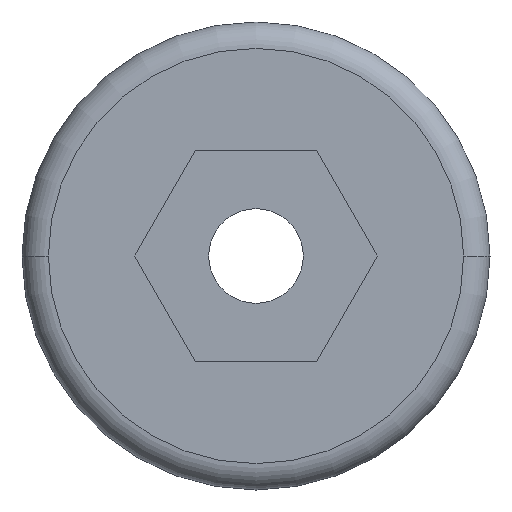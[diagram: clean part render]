
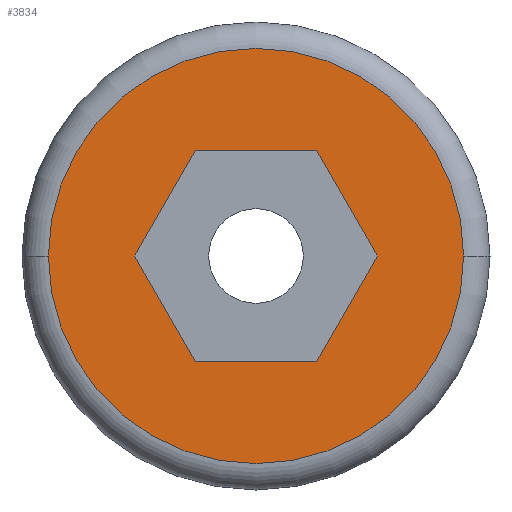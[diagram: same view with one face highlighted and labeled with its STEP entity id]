
A CAD part, left-side view. The second image highlights one B-rep face of the part: STEP entity #3834.
In plain terms, the highlighted planar face has unit normal (-1, 0, 0).
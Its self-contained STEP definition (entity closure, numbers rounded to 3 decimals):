
#1890=DIRECTION('',(0.,-0.5,0.866));
#1891=VECTOR('',#1890,1.166);
#1892=CARTESIAN_POINT('',(-2.43,1.166,0.));
#1893=LINE('',#1892,#1891);
#1894=DIRECTION('',(0.,0.5,0.866));
#1895=VECTOR('',#1894,1.166);
#1896=CARTESIAN_POINT('',(-2.43,0.583,-1.01));
#1897=LINE('',#1896,#1895);
#1898=DIRECTION('',(0.,1.,0.));
#1899=VECTOR('',#1898,1.166);
#1900=CARTESIAN_POINT('',(-2.43,-0.583,-1.01));
#1901=LINE('',#1900,#1899);
#1902=DIRECTION('',(0.,0.5,-0.866));
#1903=VECTOR('',#1902,1.166);
#1904=CARTESIAN_POINT('',(-2.43,-1.166,0.));
#1905=LINE('',#1904,#1903);
#1906=DIRECTION('',(0.,-0.5,-0.866));
#1907=VECTOR('',#1906,1.166);
#1908=CARTESIAN_POINT('',(-2.43,-0.583,1.01));
#1909=LINE('',#1908,#1907);
#1910=DIRECTION('',(0.,-1.,0.));
#1911=VECTOR('',#1910,1.166);
#1912=CARTESIAN_POINT('',(-2.43,0.583,1.01));
#1913=LINE('',#1912,#1911);
#1914=CARTESIAN_POINT('',(-2.43,0.,0.));
#1915=DIRECTION('',(-1.,0.,0.));
#1916=DIRECTION('',(0.,1.,0.));
#1917=AXIS2_PLACEMENT_3D('',#1914,#1915,#1916);
#1919=CARTESIAN_POINT('',(-2.43,0.,0.));
#1920=DIRECTION('',(-1.,0.,0.));
#1921=DIRECTION('',(0.,-1.,0.));
#1922=AXIS2_PLACEMENT_3D('',#1919,#1920,#1921);
#2099=CARTESIAN_POINT('',(-2.43,1.166,0.));
#2100=CARTESIAN_POINT('',(-2.43,0.583,1.01));
#2101=VERTEX_POINT('',#2099);
#2102=VERTEX_POINT('',#2100);
#2103=CARTESIAN_POINT('',(-2.43,-0.583,1.01));
#2104=VERTEX_POINT('',#2103);
#2105=CARTESIAN_POINT('',(-2.43,-1.166,0.));
#2106=VERTEX_POINT('',#2105);
#2107=CARTESIAN_POINT('',(-2.43,-0.583,-1.01));
#2108=VERTEX_POINT('',#2107);
#2109=CARTESIAN_POINT('',(-2.43,0.583,-1.01));
#2110=VERTEX_POINT('',#2109);
#2111=CARTESIAN_POINT('',(-2.43,1.996,0.));
#2112=CARTESIAN_POINT('',(-2.43,-1.996,0.));
#2113=VERTEX_POINT('',#2111);
#2114=VERTEX_POINT('',#2112);
#3810=CARTESIAN_POINT('',(-2.43,0.,0.));
#3811=DIRECTION('',(1.,0.,0.));
#3812=DIRECTION('',(0.,-1.,0.));
#3813=AXIS2_PLACEMENT_3D('',#3810,#3811,#3812);
#3814=PLANE('',#3813);
#3816=ORIENTED_EDGE('',*,*,#3815,.F.);
#3817=ORIENTED_EDGE('',*,*,#3800,.F.);
#3818=EDGE_LOOP('',(#3816,#3817));
#3819=FACE_OUTER_BOUND('',#3818,.F.);
#3821=ORIENTED_EDGE('',*,*,#3820,.F.);
#3823=ORIENTED_EDGE('',*,*,#3822,.F.);
#3825=ORIENTED_EDGE('',*,*,#3824,.F.);
#3827=ORIENTED_EDGE('',*,*,#3826,.F.);
#3829=ORIENTED_EDGE('',*,*,#3828,.F.);
#3831=ORIENTED_EDGE('',*,*,#3830,.F.);
#3832=EDGE_LOOP('',(#3821,#3823,#3825,#3827,#3829,#3831));
#3833=FACE_BOUND('',#3832,.F.);
#1918=CIRCLE('',#1917,1.996);
#1923=CIRCLE('',#1922,1.996);
#3800=EDGE_CURVE('',#2114,#2113,#1923,.T.);
#3815=EDGE_CURVE('',#2113,#2114,#1918,.T.);
#3820=EDGE_CURVE('',#2101,#2102,#1893,.T.);
#3822=EDGE_CURVE('',#2110,#2101,#1897,.T.);
#3824=EDGE_CURVE('',#2108,#2110,#1901,.T.);
#3826=EDGE_CURVE('',#2106,#2108,#1905,.T.);
#3828=EDGE_CURVE('',#2104,#2106,#1909,.T.);
#3830=EDGE_CURVE('',#2102,#2104,#1913,.T.);
#3834=ADVANCED_FACE('',(#3819,#3833),#3814,.F.);
